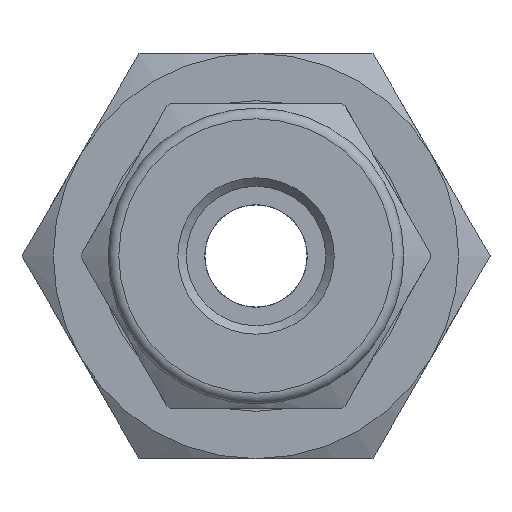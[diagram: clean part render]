
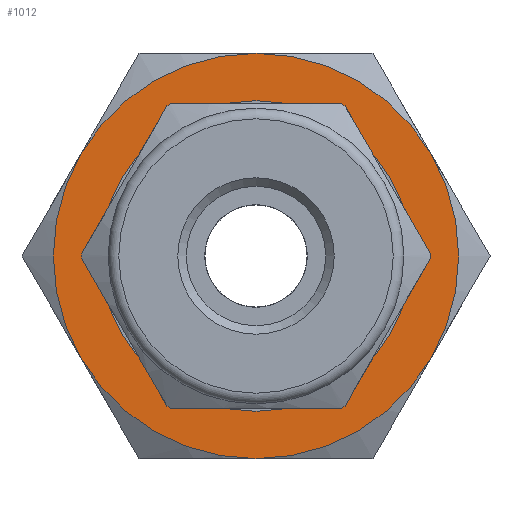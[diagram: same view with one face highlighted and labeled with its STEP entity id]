
A CAD part, left-side view. The second image highlights one B-rep face of the part: STEP entity #1012.
In plain terms, the highlighted planar face has unit normal (-1, 0, 0).
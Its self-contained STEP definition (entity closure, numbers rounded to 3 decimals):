
#27=FACE_BOUND('',#280,.T.);
#68=CIRCLE('',#1073,5.9);
#95=CIRCLE('',#1130,9.525);
#96=CIRCLE('',#1132,9.525);
#97=CIRCLE('',#1134,9.525);
#98=CIRCLE('',#1136,9.525);
#99=CIRCLE('',#1138,9.525);
#100=CIRCLE('',#1140,9.525);
#203=FACE_OUTER_BOUND('',#279,.T.);
#279=EDGE_LOOP('',(#917,#918,#919,#920,#921,#922));
#280=EDGE_LOOP('',(#923));
#435=VERTEX_POINT('',#1608);
#458=VERTEX_POINT('',#1690);
#462=VERTEX_POINT('',#1708);
#465=VERTEX_POINT('',#1722);
#471=VERTEX_POINT('',#1746);
#473=VERTEX_POINT('',#1758);
#477=VERTEX_POINT('',#1776);
#540=EDGE_CURVE('',#435,#435,#68,.T.);
#608=EDGE_CURVE('',#473,#477,#95,.T.);
#609=EDGE_CURVE('',#477,#471,#96,.T.);
#610=EDGE_CURVE('',#465,#473,#97,.T.);
#611=EDGE_CURVE('',#462,#465,#98,.T.);
#612=EDGE_CURVE('',#471,#458,#99,.T.);
#613=EDGE_CURVE('',#458,#462,#100,.T.);
#917=ORIENTED_EDGE('',*,*,#612,.F.);
#918=ORIENTED_EDGE('',*,*,#609,.F.);
#919=ORIENTED_EDGE('',*,*,#608,.F.);
#920=ORIENTED_EDGE('',*,*,#610,.F.);
#921=ORIENTED_EDGE('',*,*,#611,.F.);
#922=ORIENTED_EDGE('',*,*,#613,.F.);
#923=ORIENTED_EDGE('',*,*,#540,.T.);
#945=PLANE('',#1166);
#1012=ADVANCED_FACE('',(#203,#27),#945,.T.);
#1073=AXIS2_PLACEMENT_3D('',#1609,#1267,#1268);
#1130=AXIS2_PLACEMENT_3D('',#1797,#1398,#1399);
#1132=AXIS2_PLACEMENT_3D('',#1799,#1402,#1403);
#1134=AXIS2_PLACEMENT_3D('',#1801,#1406,#1407);
#1136=AXIS2_PLACEMENT_3D('',#1803,#1410,#1411);
#1138=AXIS2_PLACEMENT_3D('',#1805,#1414,#1415);
#1140=AXIS2_PLACEMENT_3D('',#1807,#1418,#1419);
#1166=AXIS2_PLACEMENT_3D('',#1851,#1477,#1478);
#1267=DIRECTION('center_axis',(1.,0.,0.));
#1268=DIRECTION('ref_axis',(0.,1.,0.));
#1398=DIRECTION('center_axis',(1.,0.,0.));
#1399=DIRECTION('ref_axis',(0.,0.,-1.));
#1402=DIRECTION('center_axis',(1.,0.,0.));
#1403=DIRECTION('ref_axis',(0.,0.,-1.));
#1406=DIRECTION('center_axis',(1.,0.,0.));
#1407=DIRECTION('ref_axis',(0.,0.,-1.));
#1410=DIRECTION('center_axis',(1.,0.,0.));
#1411=DIRECTION('ref_axis',(0.,0.,-1.));
#1414=DIRECTION('center_axis',(1.,0.,0.));
#1415=DIRECTION('ref_axis',(0.,0.,-1.));
#1418=DIRECTION('center_axis',(1.,0.,0.));
#1419=DIRECTION('ref_axis',(0.,0.,-1.));
#1477=DIRECTION('center_axis',(-1.,0.,0.));
#1478=DIRECTION('ref_axis',(0.,0.,1.));
#1608=CARTESIAN_POINT('',(20.78,-5.9,0.));
#1609=CARTESIAN_POINT('Origin',(20.78,0.,0.));
#1690=CARTESIAN_POINT('',(20.78,8.249,4.762));
#1708=CARTESIAN_POINT('',(20.78,0.,9.525));
#1722=CARTESIAN_POINT('',(20.78,-8.249,4.762));
#1746=CARTESIAN_POINT('',(20.78,8.249,-4.762));
#1758=CARTESIAN_POINT('',(20.78,-8.249,-4.762));
#1776=CARTESIAN_POINT('',(20.78,0.,-9.525));
#1797=CARTESIAN_POINT('Origin',(20.78,0.,0.));
#1799=CARTESIAN_POINT('Origin',(20.78,0.,0.));
#1801=CARTESIAN_POINT('Origin',(20.78,0.,0.));
#1803=CARTESIAN_POINT('Origin',(20.78,0.,0.));
#1805=CARTESIAN_POINT('Origin',(20.78,0.,0.));
#1807=CARTESIAN_POINT('Origin',(20.78,0.,0.));
#1851=CARTESIAN_POINT('Origin',(20.78,9.525,0.));
